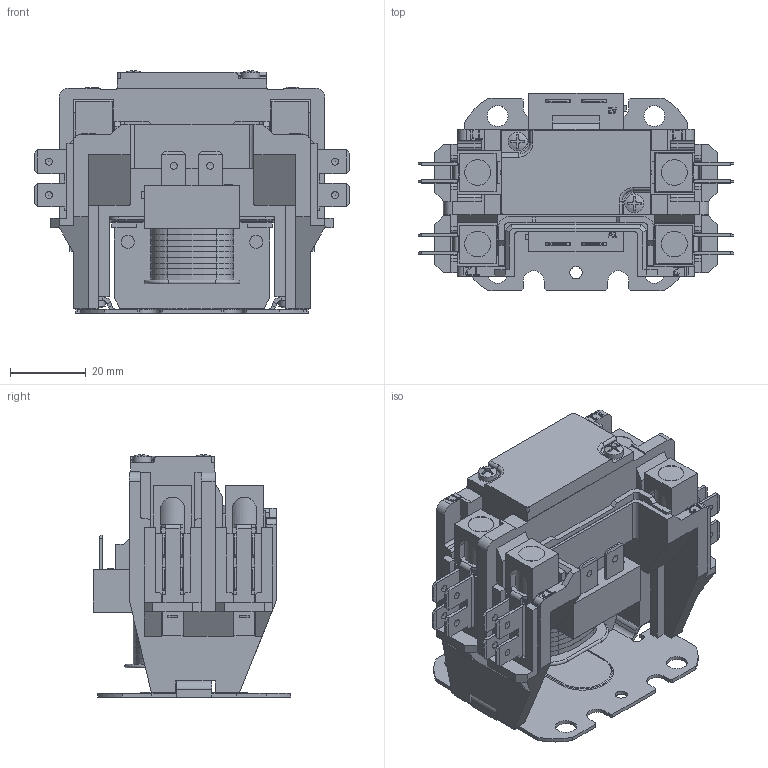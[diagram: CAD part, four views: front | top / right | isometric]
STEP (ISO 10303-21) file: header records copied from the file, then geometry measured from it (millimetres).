
FILE_DESCRIPTION(/* description */ (''),/* implementation_level */ '2;1');
FILE_NAME(/* name */ 'HCCY1XT04GG400.stp',/* time_stamp */ '2014-07-21T09:43:47-05:00',/* author */ ('MM'),/* organization */ (''),/* preprocessor_version */ 'ST-DEVELOPER v15.2',/* originating_system */ 'Autodesk Inventor 2014',/* authorisation */ '');
FILE_SCHEMA (('AUTOMOTIVE_DESIGN { 1 0 10303 214 3 1 1 }'));
Length unit declared in the file: millimetre
Products named in the file (1): HCCY1XT04GG400
Bounding box: 83.13 x 52 x 63.9 mm (x, y, z)
Volume: 95336.1 mm3; surface area: 35208.5 mm2
Topology: 1 solids, 3 shells, 1437 faces, 4131 edges, 2714 vertices
Faces by surface type: plane 957, cylinder 352, bspline 50, sphere 46, torus 18, cone 14
Full cylindrical faces by diameter (mm): 3.22 x2, 3.4 x4, 4.95 x4, 5.5 x4, 6.782 x4
Entity records: 50077 total; most frequent: CARTESIAN_POINT 11313, ORIENTED_EDGE 7986, DIRECTION 7431, EDGE_CURVE 3993, LINE 3015, VECTOR 3015, VERTEX_POINT 2632, AXIS2_PLACEMENT_3D 2208
